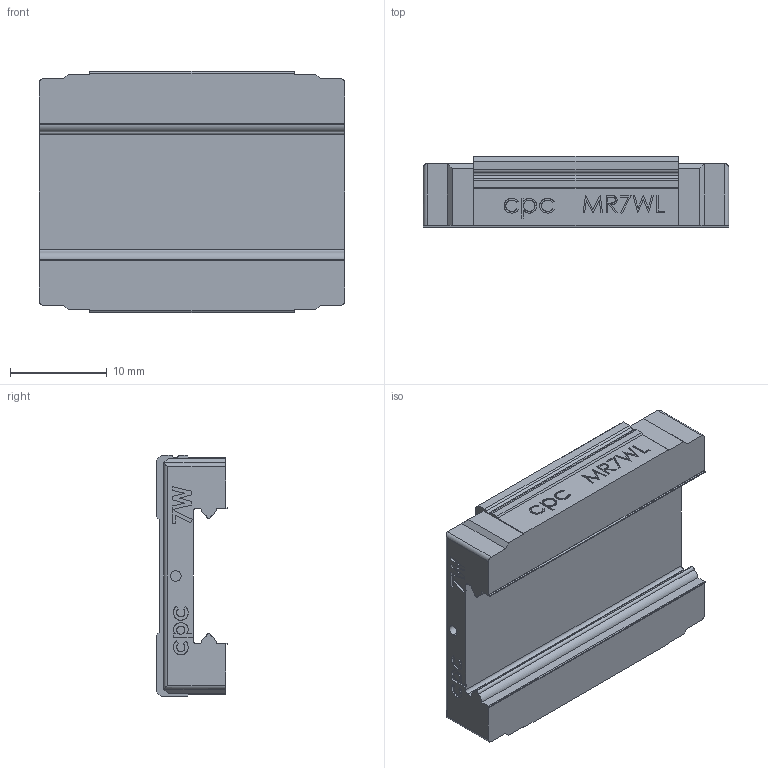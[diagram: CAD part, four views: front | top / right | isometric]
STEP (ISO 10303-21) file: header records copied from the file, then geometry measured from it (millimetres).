
FILE_DESCRIPTION (( 'STEP AP214' ), '1' );
FILE_NAME ('7WN-SU-block.STEP', '2012-07-13T09:35:30', ( '' ), ( '' ), 'SwSTEP 2.0', 'SolidWorks 2010', '' );
FILE_SCHEMA (( 'AUTOMOTIVE_DESIGN' ));
Length unit declared in the file: millimetre
Products named in the file (1): 7WN-SU-block
Bounding box: 31.6 x 7.35 x 25 mm (x, y, z)
Volume: 3706.2 mm3; surface area: 2767.7 mm2
Topology: 1 solids, 1 shells, 422 faces, 1122 edges, 736 vertices
Faces by surface type: plane 261, bspline 106, cylinder 39, cone 16
Entity records: 22793 total; most frequent: CARTESIAN_POINT 12563, ORIENTED_EDGE 2228, DIRECTION 1610, EDGE_CURVE 1114, VECTOR 820, LINE 820, VERTEX_POINT 736, EDGE_LOOP 464
